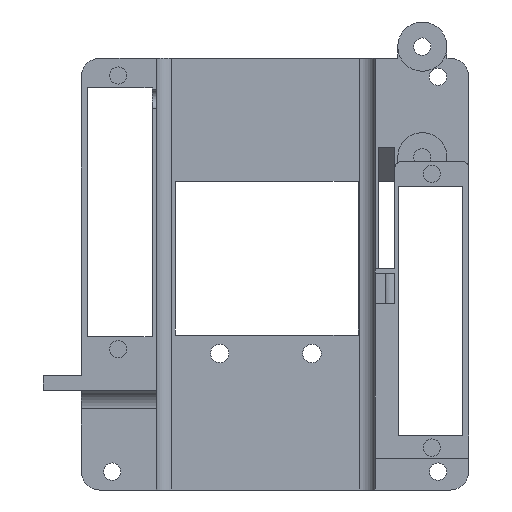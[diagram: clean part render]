
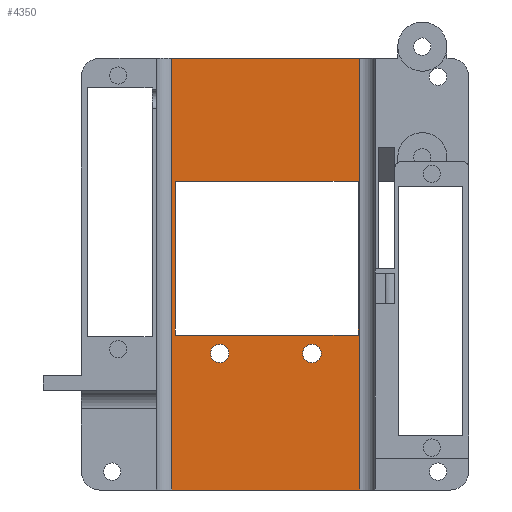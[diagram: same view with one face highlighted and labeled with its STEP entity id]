
A CAD part, front view. The second image highlights one B-rep face of the part: STEP entity #4350.
In plain terms, the highlighted planar face has unit normal (0, -1, 0).
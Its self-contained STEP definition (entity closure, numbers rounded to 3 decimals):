
#84=FACE_BOUND('',#703,.T.);
#85=FACE_BOUND('',#704,.T.);
#86=FACE_BOUND('',#705,.T.);
#210=PLANE('',#4744);
#418=FACE_OUTER_BOUND('',#702,.T.);
#702=EDGE_LOOP('',(#3883,#3884,#3885,#3886));
#703=EDGE_LOOP('',(#3887));
#704=EDGE_LOOP('',(#3888,#3889,#3890,#3891));
#705=EDGE_LOOP('',(#3892));
#887=LINE('',#6378,#1341);
#1147=LINE('',#7121,#1601);
#1149=LINE('',#7127,#1603);
#1159=LINE('',#7163,#1613);
#1160=LINE('',#7168,#1614);
#1161=LINE('',#7170,#1615);
#1162=LINE('',#7172,#1616);
#1163=LINE('',#7173,#1617);
#1341=VECTOR('',#5086,10.);
#1601=VECTOR('',#5822,10.);
#1603=VECTOR('',#5830,10.);
#1613=VECTOR('',#5882,10.);
#1614=VECTOR('',#5885,10.);
#1615=VECTOR('',#5886,10.);
#1616=VECTOR('',#5887,10.);
#1617=VECTOR('',#5888,10.);
#1817=CIRCLE('',#4745,1.5);
#1818=CIRCLE('',#4746,1.5);
#1955=VERTEX_POINT('',#6375);
#1956=VERTEX_POINT('',#6377);
#2200=VERTEX_POINT('',#7117);
#2202=VERTEX_POINT('',#7125);
#2208=VERTEX_POINT('',#7164);
#2209=VERTEX_POINT('',#7166);
#2210=VERTEX_POINT('',#7167);
#2211=VERTEX_POINT('',#7169);
#2212=VERTEX_POINT('',#7171);
#2213=VERTEX_POINT('',#7174);
#2403=EDGE_CURVE('',#1955,#1956,#887,.T.);
#2779=EDGE_CURVE('',#1956,#2200,#1147,.T.);
#2782=EDGE_CURVE('',#2202,#1955,#1149,.T.);
#2798=EDGE_CURVE('',#2202,#2200,#1159,.T.);
#2799=EDGE_CURVE('',#2208,#2208,#1817,.T.);
#2800=EDGE_CURVE('',#2209,#2210,#1160,.T.);
#2801=EDGE_CURVE('',#2211,#2209,#1161,.T.);
#2802=EDGE_CURVE('',#2212,#2211,#1162,.T.);
#2803=EDGE_CURVE('',#2210,#2212,#1163,.T.);
#2804=EDGE_CURVE('',#2213,#2213,#1818,.T.);
#3883=ORIENTED_EDGE('',*,*,#2779,.F.);
#3884=ORIENTED_EDGE('',*,*,#2403,.F.);
#3885=ORIENTED_EDGE('',*,*,#2782,.F.);
#3886=ORIENTED_EDGE('',*,*,#2798,.T.);
#3887=ORIENTED_EDGE('',*,*,#2799,.F.);
#3888=ORIENTED_EDGE('',*,*,#2800,.F.);
#3889=ORIENTED_EDGE('',*,*,#2801,.F.);
#3890=ORIENTED_EDGE('',*,*,#2802,.F.);
#3891=ORIENTED_EDGE('',*,*,#2803,.F.);
#3892=ORIENTED_EDGE('',*,*,#2804,.F.);
#4350=ADVANCED_FACE('',(#418,#84,#85,#86),#210,.F.);
#4744=AXIS2_PLACEMENT_3D('',#7162,#5880,#5881);
#4745=AXIS2_PLACEMENT_3D('',#7165,#5883,#5884);
#4746=AXIS2_PLACEMENT_3D('',#7175,#5889,#5890);
#5086=DIRECTION('',(1.,0.,0.));
#5822=DIRECTION('',(0.,0.,-1.));
#5830=DIRECTION('',(0.,0.,1.));
#5880=DIRECTION('center_axis',(0.,1.,0.));
#5881=DIRECTION('ref_axis',(1.,0.,0.));
#5882=DIRECTION('',(1.,0.,0.));
#5883=DIRECTION('center_axis',(0.,-1.,0.));
#5884=DIRECTION('ref_axis',(1.,0.,0.));
#5885=DIRECTION('',(0.,0.,-1.));
#5886=DIRECTION('',(-1.,0.,0.));
#5887=DIRECTION('',(0.,0.,1.));
#5888=DIRECTION('',(1.,0.,0.));
#5889=DIRECTION('center_axis',(0.,-1.,0.));
#5890=DIRECTION('ref_axis',(1.,0.,0.));
#6375=CARTESIAN_POINT('',(-15.3,0.,48.));
#6377=CARTESIAN_POINT('',(15.3,0.,48.));
#6378=CARTESIAN_POINT('',(-27.,0.,48.));
#7117=CARTESIAN_POINT('',(15.3,0.,-22.2));
#7121=CARTESIAN_POINT('',(15.3,0.,30.45));
#7125=CARTESIAN_POINT('',(-15.3,0.,-22.2));
#7127=CARTESIAN_POINT('',(-15.3,0.,-4.65));
#7162=CARTESIAN_POINT('Origin',(1.5,0.,12.9));
#7163=CARTESIAN_POINT('',(-27.,0.,-22.2));
#7164=CARTESIAN_POINT('',(-9.,0.,0.));
#7165=CARTESIAN_POINT('Origin',(-7.5,0.,0.));
#7166=CARTESIAN_POINT('',(-14.7,0.,28.));
#7167=CARTESIAN_POINT('',(-14.7,0.,3.));
#7168=CARTESIAN_POINT('',(-14.7,0.,3.));
#7169=CARTESIAN_POINT('',(15.,0.,28.));
#7170=CARTESIAN_POINT('',(-14.7,0.,28.));
#7171=CARTESIAN_POINT('',(15.,0.,3.));
#7172=CARTESIAN_POINT('',(15.,0.,3.));
#7173=CARTESIAN_POINT('',(-14.7,0.,3.));
#7174=CARTESIAN_POINT('',(6.,0.,0.));
#7175=CARTESIAN_POINT('Origin',(7.5,0.,0.));
